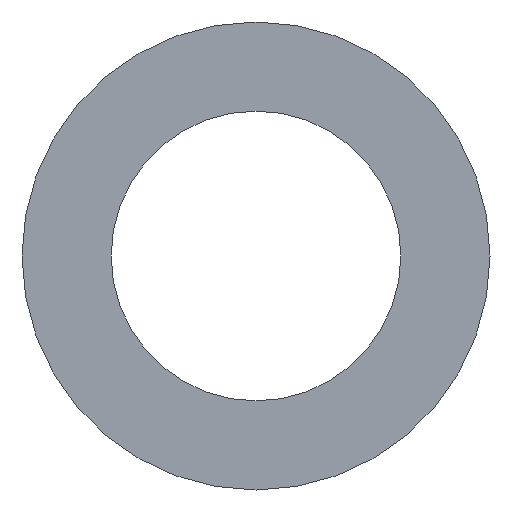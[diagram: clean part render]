
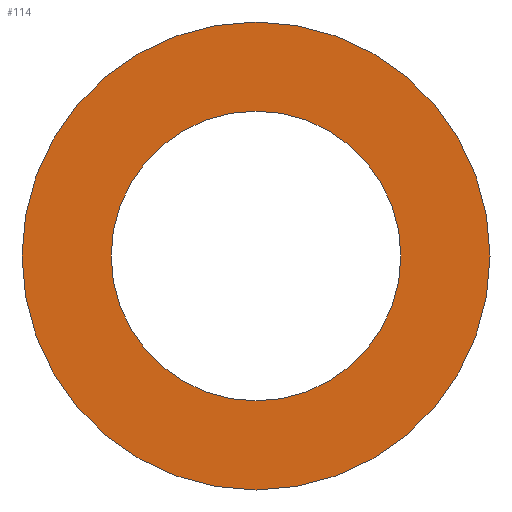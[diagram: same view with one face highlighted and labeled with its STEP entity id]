
A CAD part, front view. The second image highlights one B-rep face of the part: STEP entity #114.
In plain terms, the highlighted planar face has unit normal (0, -1, 0).
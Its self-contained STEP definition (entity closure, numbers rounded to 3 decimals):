
#2 = ORIENTED_EDGE ( 'NONE', *, *, #26, .F. ) ;
#5 = AXIS2_PLACEMENT_3D ( 'NONE', #143, #167, #31 ) ;
#7 = AXIS2_PLACEMENT_3D ( 'NONE', #191, #144, #206 ) ;
#9 = DIRECTION ( 'NONE',  ( 0., 1., 0. ) ) ;
#10 = DIRECTION ( 'NONE',  ( 0., 1., 0. ) ) ;
#12 = CARTESIAN_POINT ( 'NONE',  ( 22.5, -9.9, -21.25 ) ) ;
#16 = EDGE_LOOP ( 'NONE', ( #69, #138 ) ) ;
#22 = CARTESIAN_POINT ( 'NONE',  ( 22.5, -9.9, -12.75 ) ) ;
#26 = EDGE_CURVE ( 'NONE', #182, #153, #100, .T. ) ;
#31 = DIRECTION ( 'NONE',  ( 0., 0., 1. ) ) ;
#33 = VERTEX_POINT ( 'NONE', #203 ) ;
#42 = AXIS2_PLACEMENT_3D ( 'NONE', #12, #10, #145 ) ;
#60 = DIRECTION ( 'NONE',  ( 0., 0., 1. ) ) ;
#69 = ORIENTED_EDGE ( 'NONE', *, *, #148, .T. ) ;
#76 = CARTESIAN_POINT ( 'NONE',  ( 22.5, -9.9, -16. ) ) ;
#78 = DIRECTION ( 'NONE',  ( 0., 1., 0. ) ) ;
#84 = CIRCLE ( 'NONE', #7, 3.25 ) ;
#88 = FACE_OUTER_BOUND ( 'NONE', #185, .T. ) ;
#100 = CIRCLE ( 'NONE', #5, 5.25 ) ;
#114 = ADVANCED_FACE ( 'NONE', ( #88, #207 ), #173, .F. ) ;
#128 = CARTESIAN_POINT ( 'NONE',  ( 22.5, -9.9, -10.75 ) ) ;
#135 = EDGE_CURVE ( 'NONE', #33, #198, #184, .T. ) ;
#136 = AXIS2_PLACEMENT_3D ( 'NONE', #209, #9, #160 ) ;
#138 = ORIENTED_EDGE ( 'NONE', *, *, #135, .T. ) ;
#139 = AXIS2_PLACEMENT_3D ( 'NONE', #76, #78, #60 ) ;
#143 = CARTESIAN_POINT ( 'NONE',  ( 22.5, -9.9, -16. ) ) ;
#144 = DIRECTION ( 'NONE',  ( 0., 1., 0. ) ) ;
#145 = DIRECTION ( 'NONE',  ( 0., 0., 1. ) ) ;
#148 = EDGE_CURVE ( 'NONE', #198, #33, #84, .T. ) ;
#153 = VERTEX_POINT ( 'NONE', #192 ) ;
#160 = DIRECTION ( 'NONE',  ( 0., 0., 1. ) ) ;
#162 = ORIENTED_EDGE ( 'NONE', *, *, #213, .F. ) ;
#167 = DIRECTION ( 'NONE',  ( 0., 1., 0. ) ) ;
#172 = CIRCLE ( 'NONE', #139, 5.25 ) ;
#173 = PLANE ( 'NONE',  #42 ) ;
#182 = VERTEX_POINT ( 'NONE', #128 ) ;
#184 = CIRCLE ( 'NONE', #136, 3.25 ) ;
#185 = EDGE_LOOP ( 'NONE', ( #2, #162 ) ) ;
#191 = CARTESIAN_POINT ( 'NONE',  ( 22.5, -9.9, -16. ) ) ;
#192 = CARTESIAN_POINT ( 'NONE',  ( 22.5, -9.9, -21.25 ) ) ;
#198 = VERTEX_POINT ( 'NONE', #22 ) ;
#203 = CARTESIAN_POINT ( 'NONE',  ( 22.5, -9.9, -19.25 ) ) ;
#206 = DIRECTION ( 'NONE',  ( 0., 0., 1. ) ) ;
#207 = FACE_BOUND ( 'NONE', #16, .T. ) ;
#209 = CARTESIAN_POINT ( 'NONE',  ( 22.5, -9.9, -16. ) ) ;
#213 = EDGE_CURVE ( 'NONE', #153, #182, #172, .T. ) ;
